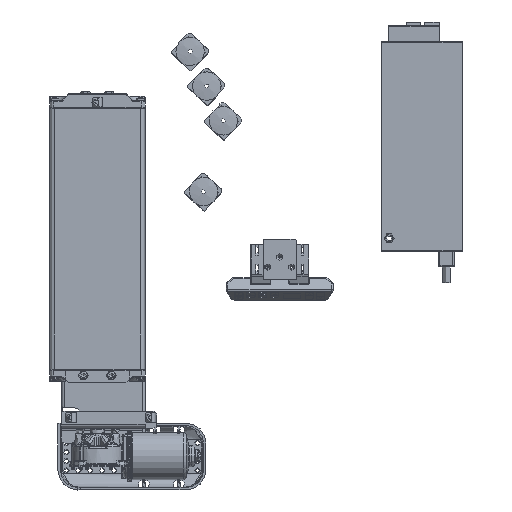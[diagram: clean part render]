
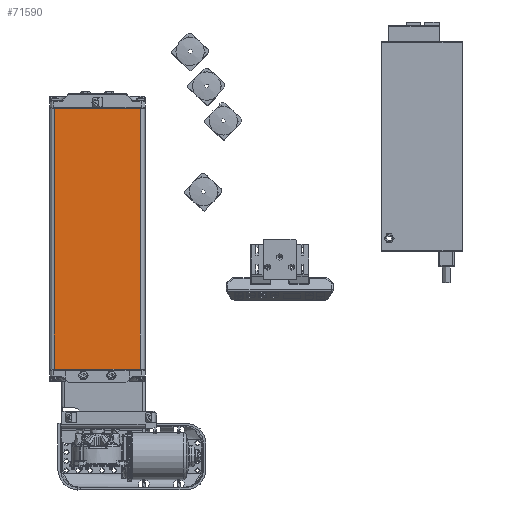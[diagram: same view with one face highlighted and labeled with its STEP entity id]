
A CAD part, top view. The second image highlights one B-rep face of the part: STEP entity #71590.
In plain terms, the highlighted planar face has unit normal (0, 0, 1).
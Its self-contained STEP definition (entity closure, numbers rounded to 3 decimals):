
#7761=PLANE('',#76642);
#8907=FACE_OUTER_BOUND('',#13139,.T.);
#13139=EDGE_LOOP('',(#48389,#48390,#48391,#48392));
#17783=LINE('',#104973,#22054);
#17784=LINE('',#104975,#22055);
#17785=LINE('',#104977,#22056);
#17786=LINE('',#104978,#22057);
#22054=VECTOR('',#84706,327.5);
#22055=VECTOR('',#84707,108.);
#22056=VECTOR('',#84708,327.5);
#22057=VECTOR('',#84709,108.);
#30427=VERTEX_POINT('',#104971);
#30428=VERTEX_POINT('',#104972);
#30429=VERTEX_POINT('',#104974);
#30430=VERTEX_POINT('',#104976);
#37392=EDGE_CURVE('',#30427,#30428,#17783,.F.);
#37393=EDGE_CURVE('',#30428,#30429,#17784,.T.);
#37394=EDGE_CURVE('',#30429,#30430,#17785,.T.);
#37395=EDGE_CURVE('',#30430,#30427,#17786,.F.);
#48389=ORIENTED_EDGE('',*,*,#37392,.T.);
#48390=ORIENTED_EDGE('',*,*,#37393,.T.);
#48391=ORIENTED_EDGE('',*,*,#37394,.T.);
#48392=ORIENTED_EDGE('',*,*,#37395,.T.);
#71590=ADVANCED_FACE('',(#8907),#7761,.T.);
#76642=AXIS2_PLACEMENT_3D('',#104970,#84704,#84705);
#84704=DIRECTION('center_axis',(0.,0.,1.));
#84705=DIRECTION('ref_axis',(1.,0.,0.));
#84706=DIRECTION('',(0.,-1.,0.));
#84707=DIRECTION('',(-1.,0.,0.));
#84708=DIRECTION('',(0.,-1.,0.));
#84709=DIRECTION('',(-1.,0.,0.));
#104970=CARTESIAN_POINT('Origin',(60.,164.25,30.));
#104971=CARTESIAN_POINT('',(54.,-163.75,30.));
#104972=CARTESIAN_POINT('',(54.,163.75,30.));
#104973=CARTESIAN_POINT('',(54.,163.75,30.));
#104974=CARTESIAN_POINT('',(-54.,163.75,30.));
#104975=CARTESIAN_POINT('',(54.,163.75,30.));
#104976=CARTESIAN_POINT('',(-54.,-163.75,30.));
#104977=CARTESIAN_POINT('',(-54.,163.75,30.));
#104978=CARTESIAN_POINT('',(54.,-163.75,30.));
